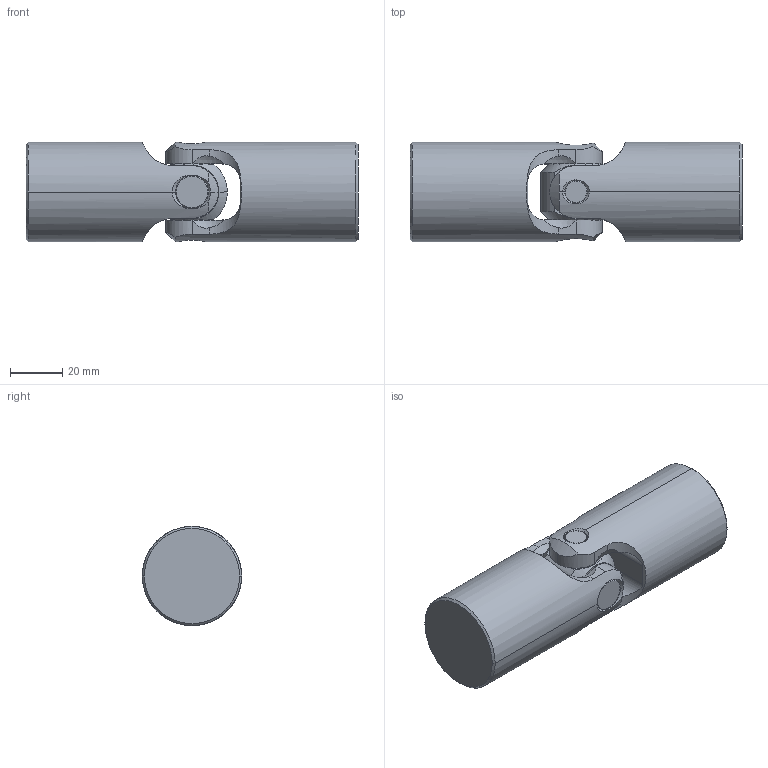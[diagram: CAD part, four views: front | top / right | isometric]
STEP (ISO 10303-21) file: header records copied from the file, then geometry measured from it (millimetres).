
FILE_DESCRIPTION (( 'STEP AP214' ), '1' );
FILE_NAME ('UJ-SS1500-316.STEP', '2018-06-12T17:33:40', ( 'rick' ), ( 'Hewlett-Packard Company' ), 'SwSTEP 2.0', 'SolidWorks 2017', '' );
FILE_SCHEMA (( 'AUTOMOTIVE_DESIGN' ));
Length unit declared in the file: inch
Products named in the file (7): SSY1500_YOKE_SSY1500SH-316L; RETAINING RING_SS1500-6A-316; SS-5A STAINLESS LARGE PIN_SS1500-5A-316L; SS-3A STAINLESS SMALL PIN_SS1500-3A-316L; SS-2A STAINLESS BLOCK_SS1500-2A-316L; SSY1500_YOKE_SSY1500LH-316L; UJ-SS1500-316
Assembly tree (6 placements, depth 2):
  UJ-SS1500-316
    SSY1500_YOKE_SSY1500LH-316L
    SS-2A STAINLESS BLOCK_SS1500-2A-316L
    SS-3A STAINLESS SMALL PIN_SS1500-3A-316L
    SS-5A STAINLESS LARGE PIN_SS1500-5A-316L
    RETAINING RING_SS1500-6A-316
    SSY1500_YOKE_SSY1500SH-316L
Bounding box: 127 x 37.97 x 37.97 mm (x, y, z)
Volume: 129113 mm3; surface area: 26684.2 mm2
Topology: 6 solids, 6 shells, 138 faces, 337 edges, 208 vertices
Faces by surface type: cylinder 45, cone 38, plane 35, torus 12, sphere 8
Entity records: 5707 total; most frequent: CARTESIAN_POINT 2144, DIRECTION 701, ORIENTED_EDGE 674, EDGE_CURVE 337, AXIS2_PLACEMENT_3D 289, VERTEX_POINT 208, EDGE_LOOP 151, CIRCLE 142
